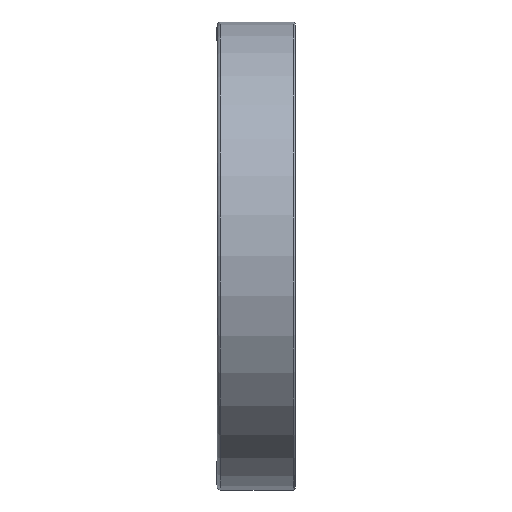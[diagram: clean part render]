
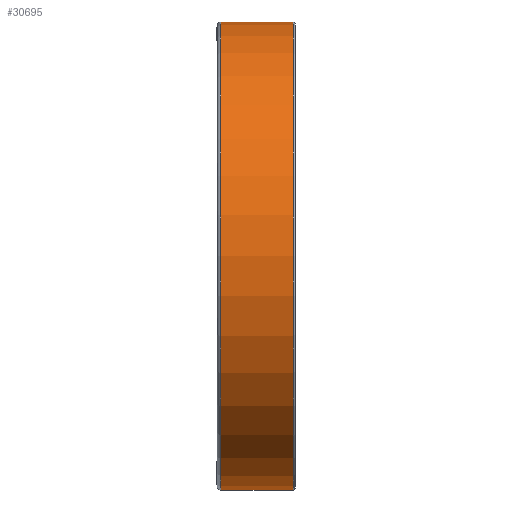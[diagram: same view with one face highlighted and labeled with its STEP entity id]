
A CAD part, top view. The second image highlights one B-rep face of the part: STEP entity #30695.
In plain terms, the highlighted cylindrical face has radius 36 mm (diameter 72 mm), a partial arc.
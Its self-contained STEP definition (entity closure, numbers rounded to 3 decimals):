
#20442=DIRECTION('',(-1.,0.,0.));
#20443=VECTOR('',#20442,11.1);
#20444=CARTESIAN_POINT('',(5.7,36.,0.));
#20445=LINE('',#20444,#20443);
#20449=DIRECTION('',(-1.,0.,0.));
#20450=VECTOR('',#20449,11.1);
#20451=CARTESIAN_POINT('',(5.7,-36.,0.));
#20452=LINE('',#20451,#20450);
#20464=CARTESIAN_POINT('',(5.7,0.,0.));
#20465=DIRECTION('',(1.,0.,0.));
#20466=DIRECTION('',(0.,1.,0.));
#20467=AXIS2_PLACEMENT_3D('',#20464,#20465,#20466);
#20472=CARTESIAN_POINT('',(-5.4,0.,0.));
#20473=DIRECTION('',(1.,0.,0.));
#20474=DIRECTION('',(0.,1.,0.));
#20475=AXIS2_PLACEMENT_3D('',#20472,#20473,#20474);
#27525=CARTESIAN_POINT('',(5.7,36.,0.));
#27526=CARTESIAN_POINT('',(-5.4,36.,0.));
#27527=VERTEX_POINT('',#27525);
#27528=VERTEX_POINT('',#27526);
#27537=CARTESIAN_POINT('',(5.7,-36.,0.));
#27538=CARTESIAN_POINT('',(-5.4,-36.,0.));
#27539=VERTEX_POINT('',#27537);
#27540=VERTEX_POINT('',#27538);
#30683=CARTESIAN_POINT('',(-6.6,0.,0.));
#30684=DIRECTION('',(1.,0.,0.));
#30685=DIRECTION('',(0.,-1.,0.));
#30686=AXIS2_PLACEMENT_3D('',#30683,#30684,#30685);
#30687=CYLINDRICAL_SURFACE('',#30686,36.);
#30688=ORIENTED_EDGE('',*,*,#30673,.F.);
#30689=ORIENTED_EDGE('',*,*,#30650,.T.);
#30690=ORIENTED_EDGE('',*,*,#30677,.T.);
#30692=ORIENTED_EDGE('',*,*,#30691,.F.);
#30693=EDGE_LOOP('',(#30688,#30689,#30690,#30692));
#30694=FACE_OUTER_BOUND('',#30693,.F.);
#20468=CIRCLE('',#20467,36.);
#20476=CIRCLE('',#20475,36.);
#30650=EDGE_CURVE('',#27527,#27539,#20468,.T.);
#30673=EDGE_CURVE('',#27527,#27528,#20445,.T.);
#30677=EDGE_CURVE('',#27539,#27540,#20452,.T.);
#30691=EDGE_CURVE('',#27528,#27540,#20476,.T.);
#30695=ADVANCED_FACE('',(#30694),#30687,.T.);
